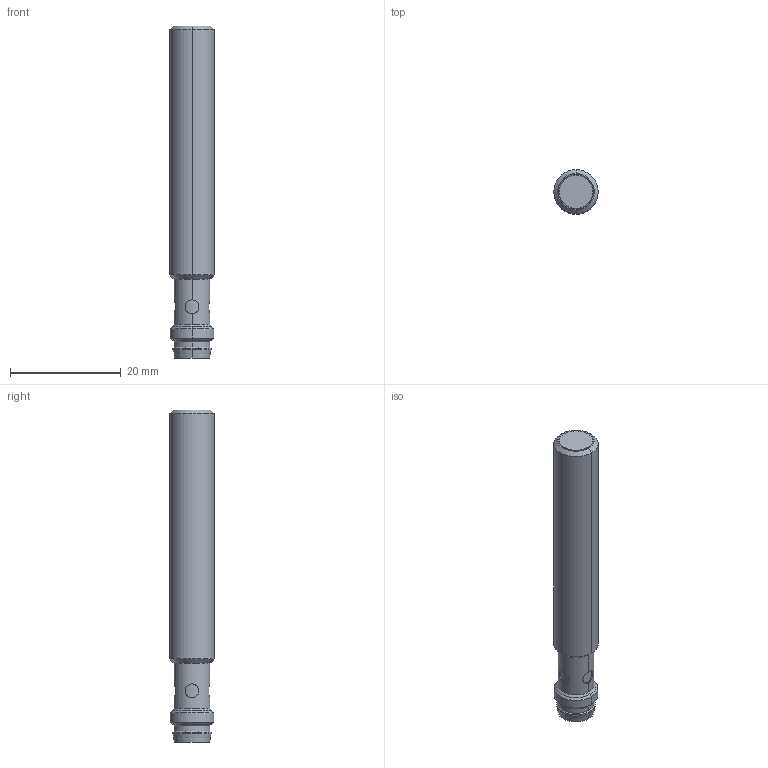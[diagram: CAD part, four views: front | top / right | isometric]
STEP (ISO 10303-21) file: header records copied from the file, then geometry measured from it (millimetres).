
FILE_DESCRIPTION((''),'2;1');
FILE_NAME('CAD-8153_ASM','2022-03-01T07:23:36',('creinig-se'),(''),'CREO PARAMETRIC BY PTC INC, 2019292','CREO PARAMETRIC BY PTC INC, 2019292','');
FILE_SCHEMA(('CONFIG_CONTROL_DESIGN','SHAPE_APPEARANCE_LAYERS_GROUPS'));
Length unit declared in the file: millimetre
Products named in the file (4): DM_CAD-6049_04BTT5; CAD-8153_M8X60; DM_CAD-6058_04D7G9; CAD-8153_ASM
Assembly tree (3 placements, depth 2):
  CAD-8153_ASM
    DM_CAD-6049_04BTT5
    CAD-8153_M8X60
    DM_CAD-6058_04D7G9
Bounding box: 8 x 8 x 60 mm (x, y, z)
Volume: 2616.1 mm3; surface area: 2369 mm2
Topology: 3 solids, 4 shells, 107 faces, 240 edges, 137 vertices
Faces by surface type: cylinder 48, cone 38, plane 11, sphere 6, torus 4
Entity records: 4012 total; most frequent: CARTESIAN_POINT 733, DIRECTION 562, ORIENTED_EDGE 464, PRESENTATION_STYLE_ASSIGNMENT 238, STYLED_ITEM 238, AXIS2_PLACEMENT_3D 236, CURVE_STYLE 234, EDGE_CURVE 234
